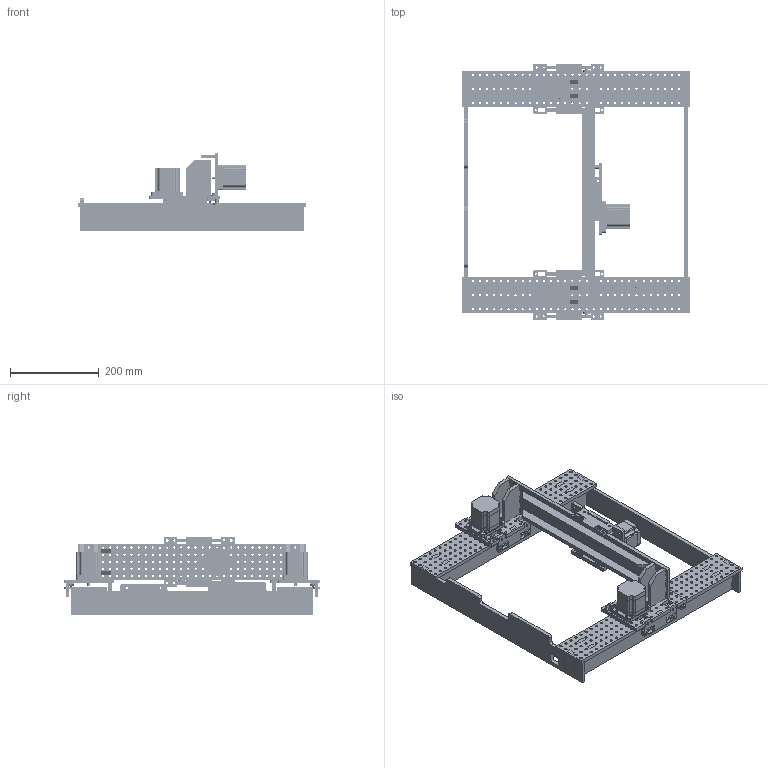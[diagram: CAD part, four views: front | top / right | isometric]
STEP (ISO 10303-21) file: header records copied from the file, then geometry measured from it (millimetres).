
FILE_DESCRIPTION(/* description */ (''),/* implementation_level */ '2;1');
FILE_NAME(/* name */ 'scribler_lightweight v32.step',/* time_stamp */ '2020-04-27T15:57:15+02:00',/* author */ (''),/* organization */ (''),/* preprocessor_version */ 'ST-DEVELOPER v18.1',/* originating_system */ 'Autodesk Translation Framework v9.2.0.1227',/* authorisation */ '');
FILE_SCHEMA (('AUTOMOTIVE_DESIGN { 1 0 10303 214 3 1 1 }'));
Products named in the file (49): scribler_lightweight; frame; Component53; Component54; Component54(Mirror); Component53(Mirror); Component95; Component133; Component133(Mirror); Component133(Mirror) (1); Component133(Mirror)(Mirror); fab_axis_big v25 (1); rail (1); wagon_plate (1); Component140; Component147; Motor (1); Component142; Nema 23 Stepper Motor v1 (1); wagon_side (2); wagon_side (1) (1); wagon_side_mirror (1); wheel (1); Component149; Component149(Mirror); fab_axis_big v31; rail (2); wagon_plate (2); Component155; Component162; Motor (2); Component157; Nema 23 Stepper Motor v1 (2); wagon_side (3); wagon_side (1) (2); wagon_side_mirror (2); wheel (2); fab_axis_big v31(Mirror); rail (2)(Mirror); wagon_plate (2)(Mirror) ...
Assembly tree (50 placements, depth 4):
  scribler_lightweight
    frame
      Component53
      Component54  x2
      Component54(Mirror)  x2
      Component53(Mirror)
    Component95
    Component133
    Component133(Mirror)
    Component133(Mirror) (1)
    Component133(Mirror)(Mirror)
    fab_axis_big v25 (1)
      rail (1)
      wagon_plate (1)
        Component140
        Component147
      Motor (1)
        Component142
        Nema 23 Stepper Motor v1 (1)
      wagon_side (2)
        wagon_side (1) (1)
        wagon_side_mirror (1)
        wheel (1)
      Component149
      Component149(Mirror)
    fab_axis_big v31
      rail (2)
      wagon_plate (2)
        Component155
        Component162
      Motor (2)
        Component157
        Nema 23 Stepper Motor v1 (2)
      wagon_side (3)
        wagon_side (1) (2)
        wagon_side_mirror (2)
        wheel (2)
    fab_axis_big v31(Mirror)
      rail (2)(Mirror)
      wagon_plate (2)(Mirror)
        Component155(Mirror)
        Component162(Mirror)
      Motor (2)(Mirror)
        Component157(Mirror)
        Nema 23 Stepper Motor v1 (2)(Mirror)
      wagon_side (3)(Mirror)
        wagon_side (1) (2)(Mirror)
        wagon_side_mirror (2)(Mirror)
        wheel (2)(Mirror)
Bounding box: 512 x 576 x 176 mm (x, y, z)
Volume: 3693235.7 mm3; surface area: 1105333.6 mm2
Topology: 42 solids, 42 shells, 2005 faces, 5751 edges, 3845 vertices
Faces by surface type: cylinder 1032, plane 973
Full cylindrical faces by diameter (mm): 3 x16, 4 x9, 5 x657, 5.1 x12, 6.35 x3, 7.2 x2, 8 x6, 16 x6, 38.1 x3, 40 x6
Entity records: 69425 total; most frequent: DIRECTION 11854, CARTESIAN_POINT 11456, ORIENTED_EDGE 11262, EDGE_CURVE 5631, AXIS2_PLACEMENT_3D 4163, VERTEX_POINT 3765, LINE 3528, VECTOR 3528
